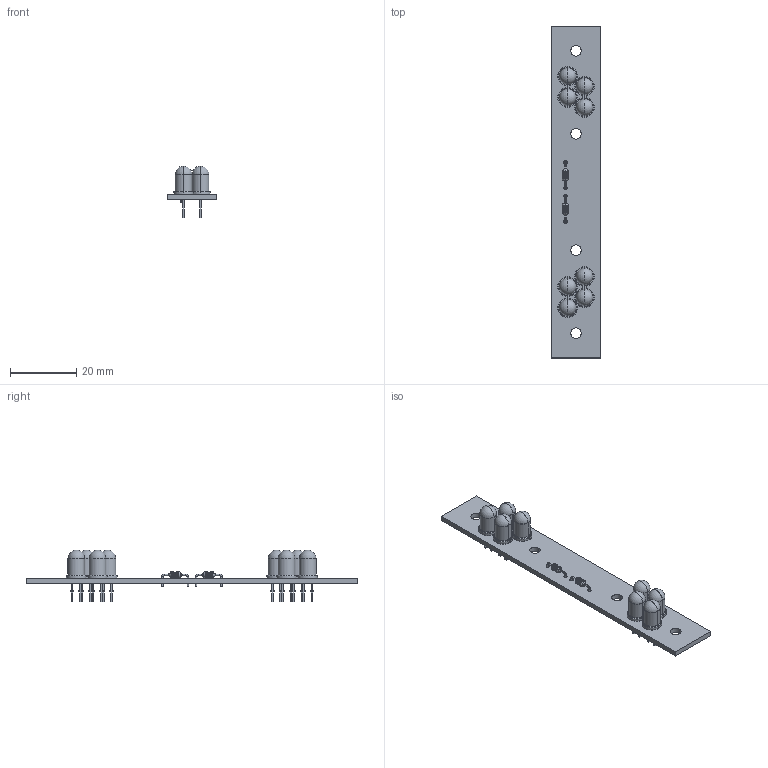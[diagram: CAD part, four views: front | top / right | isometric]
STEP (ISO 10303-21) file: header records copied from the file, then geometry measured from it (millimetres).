
FILE_DESCRIPTION(('PCB Model'),'2;1');
FILE_NAME('IndicadorSegundos.STEP', '2019-02-13T22:46:07',('quiqu'),('Unspecified'), 'Open CASCADE STEP processor 6.8','Proteus','Unknown');
FILE_SCHEMA(('CONFIG_CONTROL_DESIGN','SHAPE_APPEARANCE_LAYER_MIM'));
Length unit declared in the file: millimetre
Products named in the file (27): Open CASCADE STEP translator 6.8 1; Layer_1; D7; Open CASCADE STEP translator 6.8 1.2.1; Body_1; D9; Open CASCADE STEP translator 6.8 1.3.1; D10; Open CASCADE STEP translator 6.8 1.4.1; D11; Open CASCADE STEP translator 6.8 1.5.1; D1; Open CASCADE STEP translator 6.8 1.6.1; D2; Open CASCADE STEP translator 6.8 1.7.1; D3; Open CASCADE STEP translator 6.8 1.8.1; D4; Open CASCADE STEP translator 6.8 1.9.1; R1; Open CASCADE STEP translator 6.8 1.10.1; =>[0:1:1:3]; =>[0:1:1:4]; =>[0:1:1:5]; R2; Open CASCADE STEP translator 6.8 1.11.1
Assembly tree (34 placements, depth 5):
  Open CASCADE STEP translator 6.8 1
    Layer_1
    D7
      Open CASCADE STEP translator 6.8 1.2.1
        Body_1
    D9
      Open CASCADE STEP translator 6.8 1.3.1
        Body_1
    D10
      Open CASCADE STEP translator 6.8 1.4.1
        Body_1
    D11
      Open CASCADE STEP translator 6.8 1.5.1
        Body_1
    D1
      Open CASCADE STEP translator 6.8 1.6.1
        Body_1
    D2
      Open CASCADE STEP translator 6.8 1.7.1
        Body_1
    D3
      Open CASCADE STEP translator 6.8 1.8.1
        Body_1
    D4
      Open CASCADE STEP translator 6.8 1.9.1
        Body_1
    R1
      Open CASCADE STEP translator 6.8 1.10.1
        Body_1
          =>[0:1:1:3]
          =>[0:1:1:4]
          =>[0:1:1:5]
    R2
      Open CASCADE STEP translator 6.8 1.11.1
        Body_1
          =>[0:1:1:3]
          =>[0:1:1:4]
          =>[0:1:1:5]
Bounding box: 15 x 100 x 15.6 mm (x, y, z)
Volume: 2473.2 mm3; surface area: 6654.3 mm2
Topology: 15 solids, 23 shells, 1254 faces, 3192 edges, 2016 vertices
Faces by surface type: plane 562, cylinder 476, torus 120, cone 40, sphere 32, revolution 24
Entity records: 9549 total; most frequent: CARTESIAN_POINT 1505, DIRECTION 1311, ORIENTED_EDGE 1186, EDGE_CURVE 593, AXIS2_PLACEMENT_3D 518, VERTEX_POINT 376, FACE_BOUND 295, EDGE_LOOP 295
